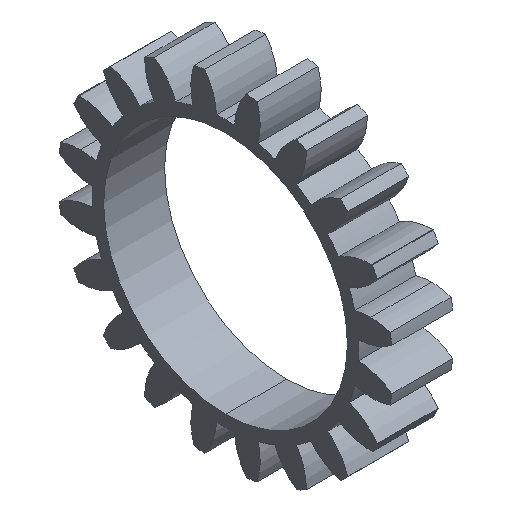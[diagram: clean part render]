
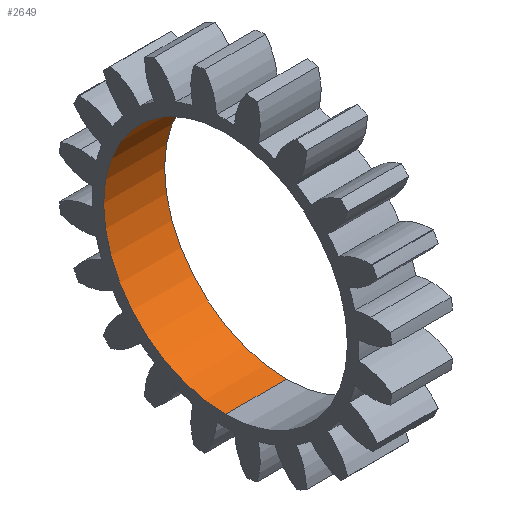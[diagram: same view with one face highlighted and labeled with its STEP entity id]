
A CAD part, isometric view. The second image highlights one B-rep face of the part: STEP entity #2649.
In plain terms, the highlighted cylindrical face has radius 8 mm (diameter 16 mm), a partial arc.
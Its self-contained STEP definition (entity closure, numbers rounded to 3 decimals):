
#91 = VECTOR ( 'NONE', #1253, 1000. ) ;
#388 = CARTESIAN_POINT ( 'NONE',  ( 0., 0., 0. ) ) ;
#420 = ORIENTED_EDGE ( 'NONE', *, *, #3015, .F. ) ;
#520 = DIRECTION ( 'NONE',  ( 1., 0., 0. ) ) ;
#729 = AXIS2_PLACEMENT_3D ( 'NONE', #2920, #2700, #769 ) ;
#769 = DIRECTION ( 'NONE',  ( 0., 0., -1. ) ) ;
#782 = CIRCLE ( 'NONE', #977, 8. ) ;
#785 = CYLINDRICAL_SURFACE ( 'NONE', #729, 8. ) ;
#818 = DIRECTION ( 'NONE',  ( 0., 0., -1. ) ) ;
#839 = AXIS2_PLACEMENT_3D ( 'NONE', #388, #2298, #818 ) ;
#977 = AXIS2_PLACEMENT_3D ( 'NONE', #1259, #520, #2208 ) ;
#1122 = CARTESIAN_POINT ( 'NONE',  ( 4., 0., 8. ) ) ;
#1171 = DIRECTION ( 'NONE',  ( 1., 0., 0. ) ) ;
#1253 = DIRECTION ( 'NONE',  ( 1., 0., 0. ) ) ;
#1259 = CARTESIAN_POINT ( 'NONE',  ( 4., 0., 0. ) ) ;
#1262 = EDGE_CURVE ( 'NONE', #1893, #2139, #1355, .T. ) ;
#1295 = VERTEX_POINT ( 'NONE', #3075 ) ;
#1343 = VERTEX_POINT ( 'NONE', #1122 ) ;
#1355 = LINE ( 'NONE', #2818, #1450 ) ;
#1450 = VECTOR ( 'NONE', #1171, 1000. ) ;
#1765 = CARTESIAN_POINT ( 'NONE',  ( 0., 0., -8. ) ) ;
#1788 = EDGE_LOOP ( 'NONE', ( #420, #3062, #2949, #2432 ) ) ;
#1893 = VERTEX_POINT ( 'NONE', #1765 ) ;
#1968 = FACE_OUTER_BOUND ( 'NONE', #1788, .T. ) ;
#2139 = VERTEX_POINT ( 'NONE', #2227 ) ;
#2164 = CARTESIAN_POINT ( 'NONE',  ( 0., 0., 8. ) ) ;
#2208 = DIRECTION ( 'NONE',  ( 0., 0., -1. ) ) ;
#2227 = CARTESIAN_POINT ( 'NONE',  ( 4., 0., -8. ) ) ;
#2298 = DIRECTION ( 'NONE',  ( 1., 0., 0. ) ) ;
#2315 = EDGE_CURVE ( 'NONE', #1893, #1295, #2740, .T. ) ;
#2432 = ORIENTED_EDGE ( 'NONE', *, *, #2572, .T. ) ;
#2572 = EDGE_CURVE ( 'NONE', #2139, #1343, #782, .T. ) ;
#2649 = ADVANCED_FACE ( 'NONE', ( #1968 ), #785, .F. ) ;
#2662 = LINE ( 'NONE', #2164, #91 ) ;
#2700 = DIRECTION ( 'NONE',  ( 1., 0., 0. ) ) ;
#2740 = CIRCLE ( 'NONE', #839, 8. ) ;
#2818 = CARTESIAN_POINT ( 'NONE',  ( 0., 0., -8. ) ) ;
#2920 = CARTESIAN_POINT ( 'NONE',  ( 0., 0., 0. ) ) ;
#2949 = ORIENTED_EDGE ( 'NONE', *, *, #1262, .T. ) ;
#3015 = EDGE_CURVE ( 'NONE', #1295, #1343, #2662, .T. ) ;
#3062 = ORIENTED_EDGE ( 'NONE', *, *, #2315, .F. ) ;
#3075 = CARTESIAN_POINT ( 'NONE',  ( 0., 0., 8. ) ) ;
